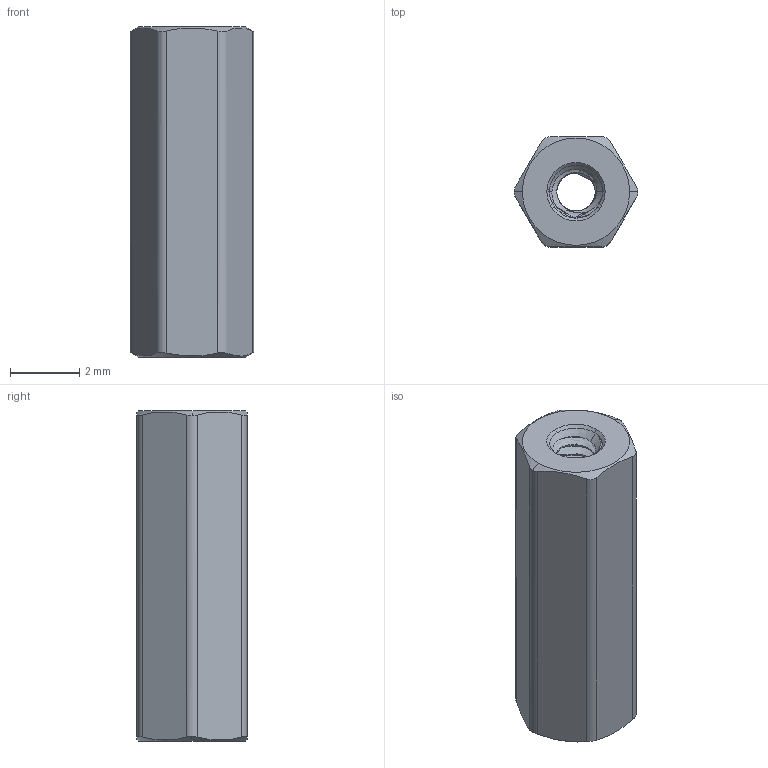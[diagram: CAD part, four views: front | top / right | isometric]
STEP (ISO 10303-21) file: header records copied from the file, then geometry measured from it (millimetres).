
FILE_DESCRIPTION (( 'STEP AP203' ), '1' );
FILE_NAME ('91780A027_Female Threaded Hex Standoff.STEP', '2022-12-08T17:55:19', ( 'Administrator' ), ( 'Managed by Terraform' ), 'SwSTEP 2.0', 'SolidWorks 2017', '' );
FILE_SCHEMA (( 'CONFIG_CONTROL_DESIGN' ));
Length unit declared in the file: inch
Products named in the file (1): 91780A027_Female Threaded Hex Standoff
Bounding box: 3.57 x 3.17 x 9.53 mm (x, y, z)
Volume: 69.3 mm3; surface area: 184.1 mm2
Topology: 1 solids, 1 shells, 94 faces, 266 edges, 176 vertices
Faces by surface type: cylinder 66, cone 12, plane 10, bspline 6
Entity records: 8023 total; most frequent: CARTESIAN_POINT 5953, ORIENTED_EDGE 532, DIRECTION 300, EDGE_CURVE 266, VERTEX_POINT 176, AXIS2_PLACEMENT_3D 107, EDGE_LOOP 98, ADVANCED_FACE 94
